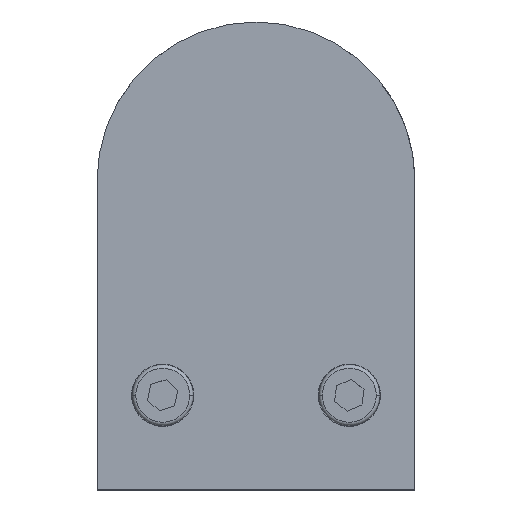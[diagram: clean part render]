
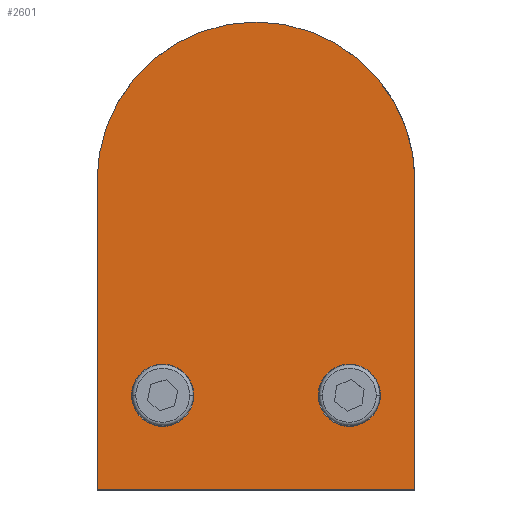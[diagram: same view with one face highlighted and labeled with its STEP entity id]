
A CAD part, top view. The second image highlights one B-rep face of the part: STEP entity #2601.
In plain terms, the highlighted planar face has unit normal (0, 0, 1).
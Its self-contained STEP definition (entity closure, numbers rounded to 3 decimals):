
#20 = AXIS2_PLACEMENT_3D ( 'NONE', #3371, #1600, #2890 ) ;
#23 = DIRECTION ( 'NONE',  ( 1., 0., 0. ) ) ;
#26 = CARTESIAN_POINT ( 'NONE',  ( -23., 12.348, 14.25 ) ) ;
#42 = EDGE_CURVE ( 'NONE', #1658, #2337, #2733, .T. ) ;
#91 = CIRCLE ( 'NONE', #1513, 4.5 ) ;
#114 = CIRCLE ( 'NONE', #1492, 23. ) ;
#135 = ORIENTED_EDGE ( 'NONE', *, *, #1182, .F. ) ;
#183 = DIRECTION ( 'NONE',  ( 1., 0., 0. ) ) ;
#197 = CARTESIAN_POINT ( 'NONE',  ( 0., 57., 14.25 ) ) ;
#230 = ORIENTED_EDGE ( 'NONE', *, *, #1122, .F. ) ;
#253 = DIRECTION ( 'NONE',  ( 1., 0., 0. ) ) ;
#281 = FACE_BOUND ( 'NONE', #1655, .T. ) ;
#308 = DIRECTION ( 'NONE',  ( 1., 0., 0. ) ) ;
#408 = VERTEX_POINT ( 'NONE', #26 ) ;
#482 = CARTESIAN_POINT ( 'NONE',  ( 23., 12.348, 14.25 ) ) ;
#661 = DIRECTION ( 'NONE',  ( -1., 0., 0. ) ) ;
#700 = VERTEX_POINT ( 'NONE', #707 ) ;
#707 = CARTESIAN_POINT ( 'NONE',  ( 9., 26., 14.25 ) ) ;
#727 = AXIS2_PLACEMENT_3D ( 'NONE', #2083, #2101, #253 ) ;
#865 = ORIENTED_EDGE ( 'NONE', *, *, #3164, .T. ) ;
#967 = CARTESIAN_POINT ( 'NONE',  ( -23., 57., 14.25 ) ) ;
#1012 = CARTESIAN_POINT ( 'NONE',  ( -9., 26., 14.25 ) ) ;
#1062 = VERTEX_POINT ( 'NONE', #482 ) ;
#1122 = EDGE_CURVE ( 'NONE', #2337, #1658, #2215, .T. ) ;
#1125 = CARTESIAN_POINT ( 'NONE',  ( -23., 0., 14.25 ) ) ;
#1182 = EDGE_CURVE ( 'NONE', #2868, #700, #2217, .T. ) ;
#1227 = DIRECTION ( 'NONE',  ( 0., 0., 1. ) ) ;
#1327 = CARTESIAN_POINT ( 'NONE',  ( 0., 57., 14.25 ) ) ;
#1346 = DIRECTION ( 'NONE',  ( 0., 0., 1. ) ) ;
#1356 = FACE_BOUND ( 'NONE', #2377, .T. ) ;
#1403 = CARTESIAN_POINT ( 'NONE',  ( -13.5, 26., 14.25 ) ) ;
#1420 = DIRECTION ( 'NONE',  ( 0., 0., 1. ) ) ;
#1477 = LINE ( 'NONE', #2520, #1608 ) ;
#1492 = AXIS2_PLACEMENT_3D ( 'NONE', #197, #1227, #183 ) ;
#1513 = AXIS2_PLACEMENT_3D ( 'NONE', #3133, #1627, #23 ) ;
#1547 = LINE ( 'NONE', #1125, #2237 ) ;
#1551 = LINE ( 'NONE', #3370, #2816 ) ;
#1565 = EDGE_CURVE ( 'NONE', #3185, #408, #1547, .T. ) ;
#1594 = CARTESIAN_POINT ( 'NONE',  ( 23., 57., 14.25 ) ) ;
#1600 = DIRECTION ( 'NONE',  ( 0., 0., 1. ) ) ;
#1606 = AXIS2_PLACEMENT_3D ( 'NONE', #1327, #1346, #2374 ) ;
#1608 = VECTOR ( 'NONE', #661, 1000. ) ;
#1622 = ORIENTED_EDGE ( 'NONE', *, *, #2806, .F. ) ;
#1627 = DIRECTION ( 'NONE',  ( 0., 0., 1. ) ) ;
#1655 = EDGE_LOOP ( 'NONE', ( #1975, #230 ) ) ;
#1658 = VERTEX_POINT ( 'NONE', #1012 ) ;
#1680 = ORIENTED_EDGE ( 'NONE', *, *, #2108, .F. ) ;
#1900 = DIRECTION ( 'NONE',  ( 0., -1., 0. ) ) ;
#1975 = ORIENTED_EDGE ( 'NONE', *, *, #42, .F. ) ;
#1996 = VERTEX_POINT ( 'NONE', #1594 ) ;
#1997 = CARTESIAN_POINT ( 'NONE',  ( -18., 26., 14.25 ) ) ;
#2042 = EDGE_LOOP ( 'NONE', ( #1622, #3282, #865, #2095 ) ) ;
#2083 = CARTESIAN_POINT ( 'NONE',  ( -13.5, 26., 14.25 ) ) ;
#2095 = ORIENTED_EDGE ( 'NONE', *, *, #1565, .T. ) ;
#2101 = DIRECTION ( 'NONE',  ( 0., 0., 1. ) ) ;
#2108 = EDGE_CURVE ( 'NONE', #700, #2868, #91, .T. ) ;
#2130 = AXIS2_PLACEMENT_3D ( 'NONE', #1403, #1420, #308 ) ;
#2146 = FACE_OUTER_BOUND ( 'NONE', #2042, .T. ) ;
#2215 = CIRCLE ( 'NONE', #727, 4.5 ) ;
#2217 = CIRCLE ( 'NONE', #20, 4.5 ) ;
#2237 = VECTOR ( 'NONE', #1900, 1000. ) ;
#2337 = VERTEX_POINT ( 'NONE', #1997 ) ;
#2340 = CARTESIAN_POINT ( 'NONE',  ( 18., 26., 14.25 ) ) ;
#2374 = DIRECTION ( 'NONE',  ( 1., 0., 0. ) ) ;
#2377 = EDGE_LOOP ( 'NONE', ( #135, #1680 ) ) ;
#2492 = EDGE_CURVE ( 'NONE', #1062, #1996, #1551, .T. ) ;
#2520 = CARTESIAN_POINT ( 'NONE',  ( 45.1, 12.348, 14.25 ) ) ;
#2601 = ADVANCED_FACE ( 'NONE', ( #281, #1356, #2146 ), #2946, .T. ) ;
#2733 = CIRCLE ( 'NONE', #2130, 4.5 ) ;
#2806 = EDGE_CURVE ( 'NONE', #1062, #408, #1477, .T. ) ;
#2807 = DIRECTION ( 'NONE',  ( 0., 1., 0. ) ) ;
#2816 = VECTOR ( 'NONE', #2807, 1000. ) ;
#2868 = VERTEX_POINT ( 'NONE', #2340 ) ;
#2890 = DIRECTION ( 'NONE',  ( 1., 0., 0. ) ) ;
#2946 = PLANE ( 'NONE',  #1606 ) ;
#3133 = CARTESIAN_POINT ( 'NONE',  ( 13.5, 26., 14.25 ) ) ;
#3164 = EDGE_CURVE ( 'NONE', #1996, #3185, #114, .T. ) ;
#3185 = VERTEX_POINT ( 'NONE', #967 ) ;
#3282 = ORIENTED_EDGE ( 'NONE', *, *, #2492, .T. ) ;
#3370 = CARTESIAN_POINT ( 'NONE',  ( 23., 0., 14.25 ) ) ;
#3371 = CARTESIAN_POINT ( 'NONE',  ( 13.5, 26., 14.25 ) ) ;
